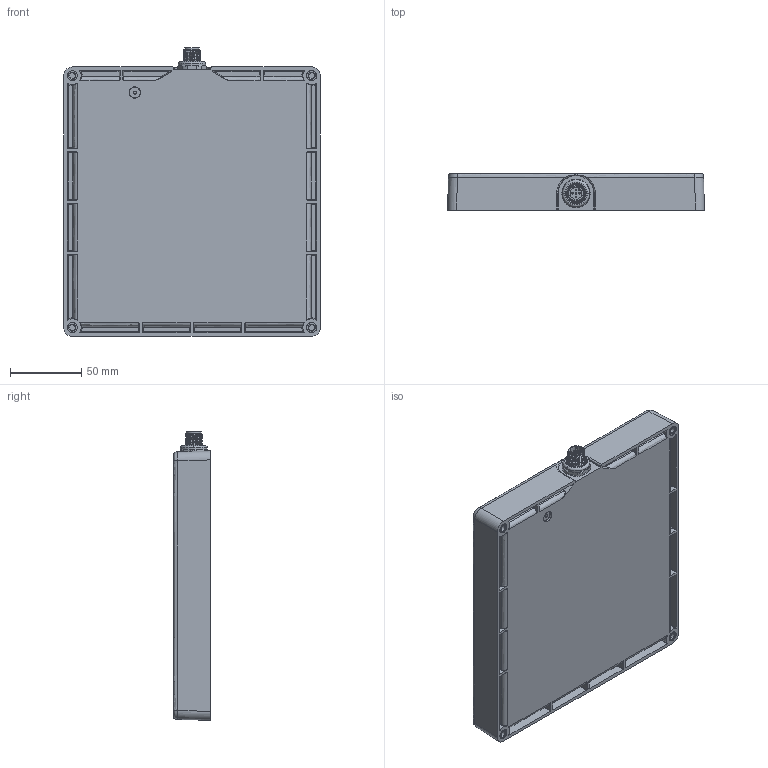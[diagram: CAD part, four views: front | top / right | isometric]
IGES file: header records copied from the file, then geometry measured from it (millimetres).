
Start section:  PTC IGES file: 148462.igs
Global section: file name: 148462.igs; native system: Pro/ENGINEER by Parametric Technology Corporation; preprocessor: 2009141; author: banengservice; organization: Unknown; date: 20110113.133216; units: inch
Bounding box: 180.1 x 25.77 x 202.42 mm (x, y, z)
Volume: 274485.3 mm3; surface area: 197970.4 mm2
Topology: 2 solids, 2 shells, 1112 faces, 2591 edges, 1572 vertices
Faces by surface type: revolution 618, bspline 494
